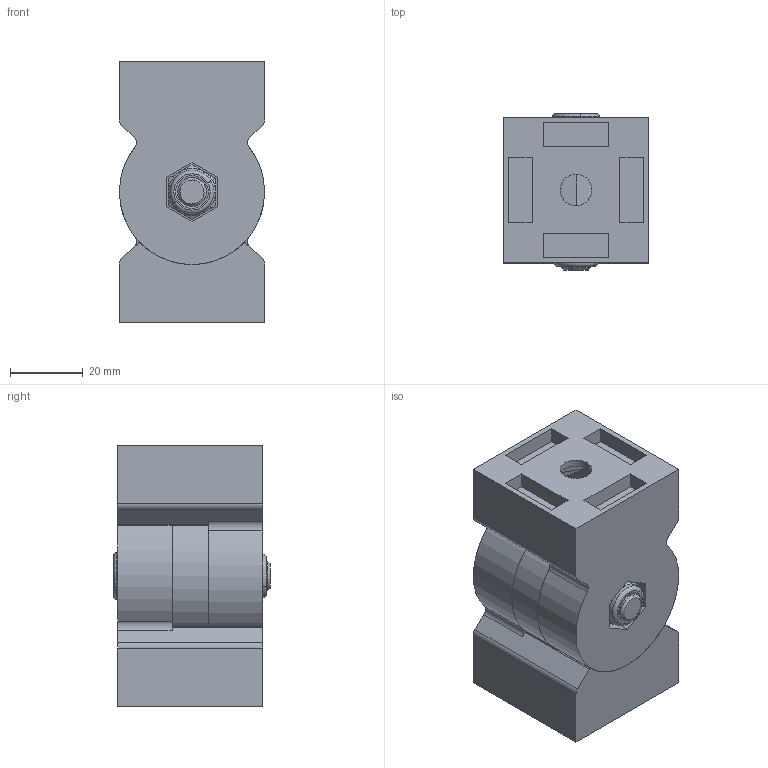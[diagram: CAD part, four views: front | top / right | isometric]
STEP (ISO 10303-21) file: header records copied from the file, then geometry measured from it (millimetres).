
FILE_DESCRIPTION (( 'STEP AP214' ), '1' );
FILE_NAME ('B158 Ïëàñòèêîâûé øàðíèðíûé ñîåäèíèòåëü 40õ40 - 5°.STEP', '2026-02-20T12:54:37', ( '' ), ( '' ), 'SwSTEP 2.0', 'SolidWorks 2026', '' );
FILE_SCHEMA (( 'AUTOMOTIVE_DESIGN' ));
Length unit declared in the file: millimetre
Products named in the file (5): b168 Самоконтрящаяся гайка М8_00; B158 Красный соединитель_00; B158 Черная часть_00; socket head cap screw_din_DIN 912 M8 x 35 --- 35N; B158 Пластиковый шарнирный соединитель 40х40 - 5°
Assembly tree (5 placements, depth 2):
  B158 Пластиковый шарнирный соединитель 40х40 - 5°
    B158 Черная часть_00  x2
    B158 Красный соединитель_00
    b168 Самоконтрящаяся гайка М8_00
    socket head cap screw_din_DIN 912 M8 x 35 --- 35N
Bounding box: 40 x 43 x 72 mm (x, y, z)
Volume: 98397.3 mm3; surface area: 29540.7 mm2
Topology: 5 solids, 5 shells, 209 faces, 524 edges, 335 vertices
Faces by surface type: plane 135, cylinder 46, torus 15, cone 13
Entity records: 4180 total; most frequent: CARTESIAN_POINT 771, DIRECTION 706, ORIENTED_EDGE 660, EDGE_CURVE 330, AXIS2_PLACEMENT_3D 251, VERTEX_POINT 208, VECTOR 204, LINE 204
